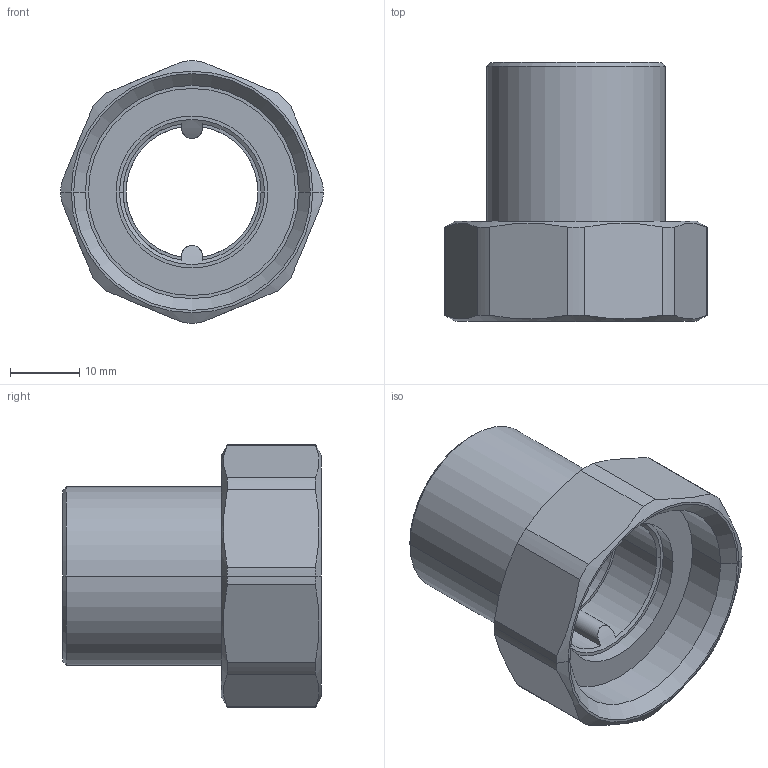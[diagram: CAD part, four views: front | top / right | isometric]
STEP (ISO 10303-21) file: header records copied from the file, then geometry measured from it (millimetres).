
FILE_DESCRIPTION (( 'STEP AP203' ), '1' );
FILE_NAME ('06640406BE.STEP', '2018-08-09T15:16:13', ( 'effebicad07' ), ( 'Hewlett-Packard Company' ), 'SwSTEP 2.0', 'SolidWorks 2016', '' );
FILE_SCHEMA (( 'CONFIG_CONTROL_DESIGN' ));
Length unit declared in the file: millimetre
Products named in the file (4): 06640406BE; 9821N406_9821N406; 9824N204; 7643E206_7643E206
Assembly tree (3 placements, depth 2):
  06640406BE
    9821N406_9821N406
    9824N204
    7643E206_7643E206
Bounding box: 38 x 37.5 x 37.99 mm (x, y, z)
Volume: 12597 mm3; surface area: 9709.8 mm2
Topology: 3 solids, 3 shells, 76 faces, 179 edges, 111 vertices
Faces by surface type: cylinder 30, plane 22, cone 18, torus 6
Entity records: 2790 total; most frequent: CARTESIAN_POINT 600, DIRECTION 404, ORIENTED_EDGE 358, EDGE_CURVE 179, AXIS2_PLACEMENT_3D 171, VERTEX_POINT 111, CIRCLE 89, EDGE_LOOP 84
